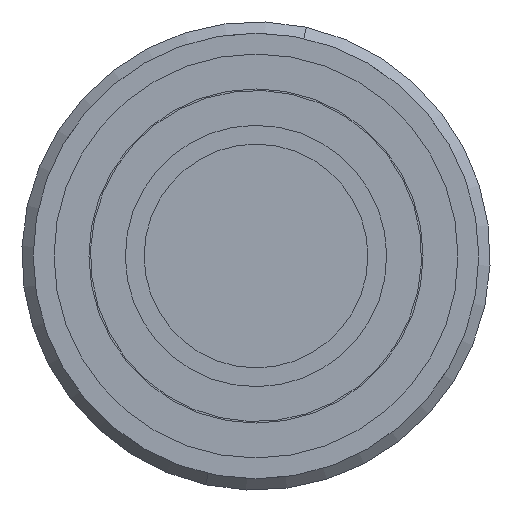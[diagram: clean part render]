
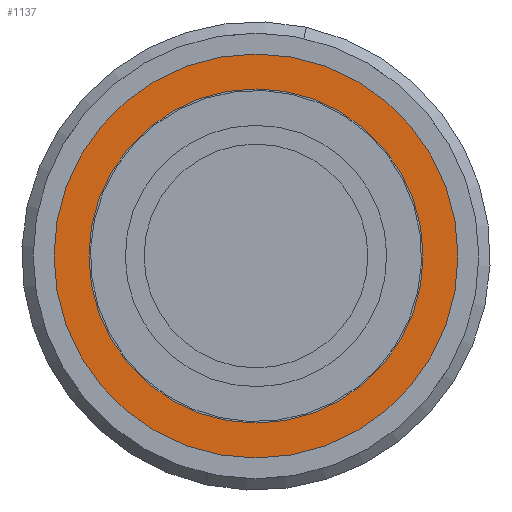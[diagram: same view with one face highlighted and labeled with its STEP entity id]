
A CAD part, front view. The second image highlights one B-rep face of the part: STEP entity #1137.
In plain terms, the highlighted planar face has unit normal (0, -1, 0).
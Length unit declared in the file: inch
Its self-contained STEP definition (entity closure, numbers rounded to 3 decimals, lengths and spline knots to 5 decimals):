
#37 = FACE_BOUND ( 'NONE', #1064, .T. ) ;
#49 = FACE_OUTER_BOUND ( 'NONE', #1107, .T. ) ;
#118 = AXIS2_PLACEMENT_3D ( 'NONE', #393, #365, #366 ) ;
#151 = EDGE_CURVE ( 'NONE', #1647, #1617, #1858, .T. ) ;
#183 = EDGE_CURVE ( 'NONE', #1512, #1515, #1809, .T. ) ;
#205 = EDGE_CURVE ( 'NONE', #1617, #1647, #1304, .T. ) ;
#245 = EDGE_CURVE ( 'NONE', #1515, #1512, #1198, .T. ) ;
#365 = DIRECTION ( 'NONE',  ( 0., 1., 0. ) ) ;
#366 = DIRECTION ( 'NONE',  ( 0., 0., 1. ) ) ;
#393 = CARTESIAN_POINT ( 'NONE',  ( 0., 0.12, 0. ) ) ;
#491 = CARTESIAN_POINT ( 'NONE',  ( 0., 0.12, 0.3385 ) ) ;
#514 = CARTESIAN_POINT ( 'NONE',  ( 0., 0.12, -0.3385 ) ) ;
#522 = CARTESIAN_POINT ( 'NONE',  ( 0.3385, 0.12, 0. ) ) ;
#548 = DIRECTION ( 'NONE',  ( 0., 1., 0. ) ) ;
#636 = DIRECTION ( 'NONE',  ( 0., 0., 1. ) ) ;
#637 = PLANE ( 'NONE',  #903 ) ;
#663 = CARTESIAN_POINT ( 'NONE',  ( 0., 0.12, 0.28 ) ) ;
#668 = DIRECTION ( 'NONE',  ( 0., 0., 1. ) ) ;
#669 = CARTESIAN_POINT ( 'NONE',  ( 0., 0.12, 0. ) ) ;
#670 = DIRECTION ( 'NONE',  ( 0., 1., 0. ) ) ;
#835 = CARTESIAN_POINT ( 'NONE',  ( 0., 0.12, -0.28 ) ) ;
#903 = AXIS2_PLACEMENT_3D ( 'NONE', #522, #548, #636 ) ;
#962 = AXIS2_PLACEMENT_3D ( 'NONE', #1330, #1331, #1410 ) ;
#1020 = AXIS2_PLACEMENT_3D ( 'NONE', #1418, #1358, #1391 ) ;
#1025 = AXIS2_PLACEMENT_3D ( 'NONE', #669, #670, #668 ) ;
#1064 = EDGE_LOOP ( 'NONE', ( #1538, #1487 ) ) ;
#1107 = EDGE_LOOP ( 'NONE', ( #1596, #1579 ) ) ;
#1137 = ADVANCED_FACE ( 'NONE', ( #49, #37 ), #637, .F. ) ;
#1198 = CIRCLE ( 'NONE', #1025, 0.28 ) ;
#1304 = CIRCLE ( 'NONE', #962, 0.3385 ) ;
#1330 = CARTESIAN_POINT ( 'NONE',  ( 0., 0.12, 0. ) ) ;
#1331 = DIRECTION ( 'NONE',  ( 0., 1., 0. ) ) ;
#1358 = DIRECTION ( 'NONE',  ( 0., 1., 0. ) ) ;
#1391 = DIRECTION ( 'NONE',  ( 0., 0., 1. ) ) ;
#1410 = DIRECTION ( 'NONE',  ( 0., 0., 1. ) ) ;
#1418 = CARTESIAN_POINT ( 'NONE',  ( 0., 0.12, 0. ) ) ;
#1487 = ORIENTED_EDGE ( 'NONE', *, *, #183, .T. ) ;
#1512 = VERTEX_POINT ( 'NONE', #835 ) ;
#1515 = VERTEX_POINT ( 'NONE', #663 ) ;
#1538 = ORIENTED_EDGE ( 'NONE', *, *, #245, .T. ) ;
#1579 = ORIENTED_EDGE ( 'NONE', *, *, #205, .F. ) ;
#1596 = ORIENTED_EDGE ( 'NONE', *, *, #151, .F. ) ;
#1617 = VERTEX_POINT ( 'NONE', #514 ) ;
#1647 = VERTEX_POINT ( 'NONE', #491 ) ;
#1809 = CIRCLE ( 'NONE', #1020, 0.28 ) ;
#1858 = CIRCLE ( 'NONE', #118, 0.3385 ) ;
